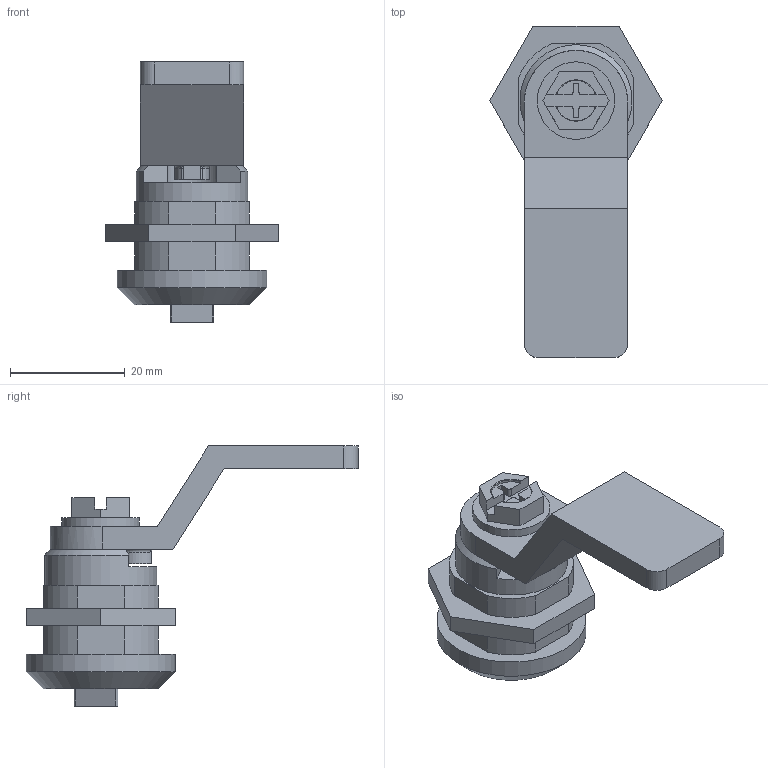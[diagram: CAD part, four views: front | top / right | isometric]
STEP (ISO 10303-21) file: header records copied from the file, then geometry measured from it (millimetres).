
FILE_DESCRIPTION(/* description */ ('SERRATURA TRIANGOLARE 7 mm CROMATA'),/* implementation_level */ '2;1');
FILE_NAME(/* name */ 'CSRSC0000009 (XC60132).stp',/* time_stamp */ '2022-07-06T17:17:34+02:00',/* author */ ('tecnico7'),/* organization */ (''),/* preprocessor_version */ 'ST-DEVELOPER v18.1',/* originating_system */ 'Autodesk Inventor 2022',/* authorisation */ '');
FILE_SCHEMA (('AUTOMOTIVE_DESIGN { 1 0 10303 214 3 1 1 }'));
Length unit declared in the file: millimetre
Products named in the file (1): CSRSC0000009 (XC60132)
Bounding box: 30.02 x 57.82 x 45.3 mm (x, y, z)
Volume: 12316.5 mm3; surface area: 7458.7 mm2
Topology: 1 solids, 2 shells, 116 faces, 299 edges, 196 vertices
Faces by surface type: plane 72, cylinder 34, torus 4, bspline 4, cone 2
Full cylindrical faces by diameter (mm): 10 x1, 13.5 x1, 16 x2, 16.2 x2, 19.5 x1, 26 x1
Entity records: 3939 total; most frequent: CARTESIAN_POINT 890, ORIENTED_EDGE 598, DIRECTION 593, EDGE_CURVE 299, LINE 199, VECTOR 199, AXIS2_PLACEMENT_3D 197, VERTEX_POINT 196
